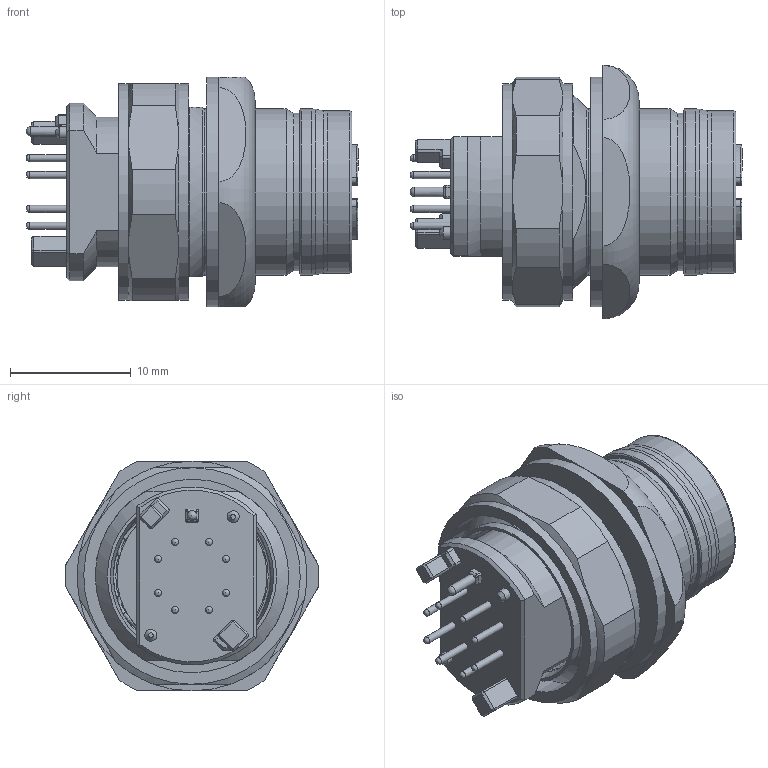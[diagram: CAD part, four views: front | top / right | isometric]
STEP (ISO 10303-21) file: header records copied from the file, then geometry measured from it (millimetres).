
FILE_DESCRIPTION(/* description */ (''),/* implementation_level */ '2;1');
FILE_NAME(/* name */ '100561501ugm000_d.stp',/* time_stamp */ '2015-07-17T07:41:03+02:00',/* author */ (''),/* organization */ (''),/* preprocessor_version */ 'ST-DEVELOPER v15',/* originating_system */ 'SIEMENS PLM Software NX 8.5',/* authorisation */ '');
FILE_SCHEMA (('AUTOMOTIVE_DESIGN { 1 0 10303 214 3 1 1 1 }'));
Length unit declared in the file: millimetre
Products named in the file (4): 100561227ugm000_a; 21033812806-B-MD_21033812806_310112; 21033012003-C-HARTING_M12_housing_female_front_mountin_DETAILNX-ARRAG
MNTTB; 100561501ugm000_d
Assembly tree (3 placements, depth 3):
  100561501ugm000_d
    21033812806-B-MD_21033812806_310112
    21033012003-C-HARTING_M12_housing_female_front_mountin_DETAILNX-ARRAG
MNTTB
      100561227ugm000_a
Bounding box: 27.45 x 20.99 x 19 mm (x, y, z)
Volume: 3865.8 mm3; surface area: 4473.8 mm2
Topology: 3 solids, 3 shells, 481 faces, 1158 edges, 690 vertices
Faces by surface type: cylinder 184, plane 154, bspline 100, cone 31, torus 9, sphere 3
Full cylindrical faces by diameter (mm): 0.6 x8, 0.72 x8, 0.8 x1, 1 x2, 1.29 x8, 8.5 x1, 8.55 x1, 10.9 x1, 12.2 x1, 12.4 x1, 13 x2, 13.4 x1, 13.75 x2, 13.8 x1, 14 x1, 16 x1, 17.9 x2, 19 x1
Entity records: 19181 total; most frequent: CARTESIAN_POINT 5669, DIRECTION 2065, ORIENTED_EDGE 2056, EDGE_CURVE 1028, AXIS2_PLACEMENT_3D 823, VERTEX_POINT 675, EDGE_LOOP 610, ADVANCED_FACE 481
